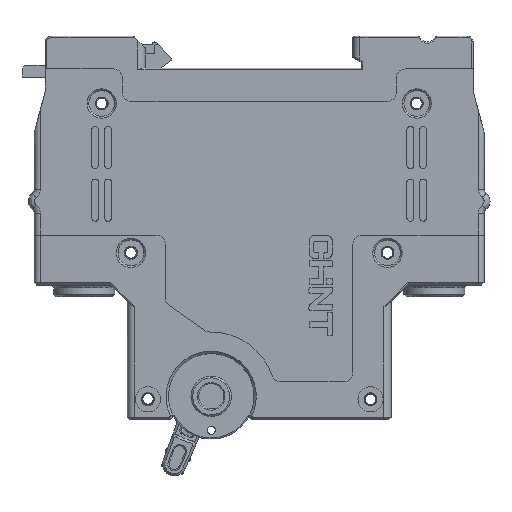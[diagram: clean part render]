
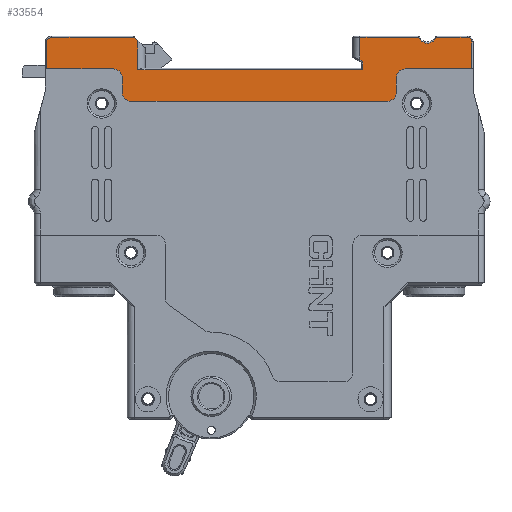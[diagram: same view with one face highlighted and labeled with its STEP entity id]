
A CAD part, front view. The second image highlights one B-rep face of the part: STEP entity #33554.
In plain terms, the highlighted planar face has unit normal (0, 1, 0).
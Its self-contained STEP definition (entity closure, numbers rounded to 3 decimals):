
#10951=DIRECTION('',(-0.866,0.,0.5));
#10952=VECTOR('',#10951,0.577);
#10953=CARTESIAN_POINT('',(17.7,0.,-210.618));
#10954=LINE('',#10953,#10952);
#10955=DIRECTION('',(0.707,0.,-0.707));
#10956=VECTOR('',#10955,0.849);
#10957=CARTESIAN_POINT('',(-21.3,0.,-206.433));
#10958=LINE('',#10957,#10956);
#10959=CARTESIAN_POINT('',(-35.4,0.,-207.333));
#10960=DIRECTION('',(0.,1.,0.));
#10961=DIRECTION('',(-1.,0.,0.));
#10962=AXIS2_PLACEMENT_3D('',#10959,#10960,#10961);
#10964=CARTESIAN_POINT('',(-24.9,0.,-213.333));
#10965=DIRECTION('',(0.,-1.,0.));
#10966=DIRECTION('',(1.,0.,0.));
#10967=AXIS2_PLACEMENT_3D('',#10964,#10965,#10966);
#10969=CARTESIAN_POINT('',(-21.9,0.,-215.833));
#10970=DIRECTION('',(0.,1.,0.));
#10971=DIRECTION('',(0.,0.,-1.));
#10972=AXIS2_PLACEMENT_3D('',#10969,#10970,#10971);
#10974=CARTESIAN_POINT('',(21.9,0.,-215.833));
#10975=DIRECTION('',(0.,1.,0.));
#10976=DIRECTION('',(1.,0.,0.));
#10977=AXIS2_PLACEMENT_3D('',#10974,#10975,#10976);
#10979=CARTESIAN_POINT('',(24.9,0.,-213.333));
#10980=DIRECTION('',(0.,-1.,0.));
#10981=DIRECTION('',(0.,0.,1.));
#10982=AXIS2_PLACEMENT_3D('',#10979,#10980,#10981);
#10984=CARTESIAN_POINT('',(35.5,0.,-207.233));
#10985=DIRECTION('',(0.,1.,0.));
#10986=DIRECTION('',(0.,0.,1.));
#10987=AXIS2_PLACEMENT_3D('',#10984,#10985,#10986);
#10989=CARTESIAN_POINT('',(28.7,0.,-205.733));
#10990=DIRECTION('',(0.,-1.,0.));
#10991=DIRECTION('',(-0.911,0.,-0.412));
#10992=AXIS2_PLACEMENT_3D('',#10989,#10990,#10991);
#11003=DIRECTION('',(0.,0.,-1.));
#11004=VECTOR('',#11003,3.896);
#11005=CARTESIAN_POINT('',(17.2,0.,-206.433));
#11006=LINE('',#11005,#11004);
#11039=DIRECTION('',(-1.,0.,0.));
#11040=VECTOR('',#11039,9.951);
#11041=CARTESIAN_POINT('',(27.151,0.,
-206.433));
#11042=LINE('',#11041,#11040);
#11078=DIRECTION('',(-1.,0.,0.));
#11079=VECTOR('',#11078,5.251);
#11080=CARTESIAN_POINT('',(35.5,0.,
-206.433));
#11081=LINE('',#11080,#11079);
#11105=DIRECTION('',(0.,0.,1.));
#11106=VECTOR('',#11105,4.6);
#11107=CARTESIAN_POINT('',(36.3,0.,-211.833));
#11108=LINE('',#11107,#11106);
#11113=DIRECTION('',(1.,0.,0.));
#11114=VECTOR('',#11113,11.4);
#11115=CARTESIAN_POINT('',(24.9,0.,-211.833));
#11116=LINE('',#11115,#11114);
#11138=DIRECTION('',(0.,0.,1.));
#11139=VECTOR('',#11138,2.5);
#11140=CARTESIAN_POINT('',(23.4,0.,-215.833));
#11141=LINE('',#11140,#11139);
#11154=DIRECTION('',(1.,0.,0.));
#11155=VECTOR('',#11154,43.8);
#11156=CARTESIAN_POINT('',(-21.9,0.,-217.333));
#11157=LINE('',#11156,#11155);
#11170=DIRECTION('',(0.,0.,-1.));
#11171=VECTOR('',#11170,2.5);
#11172=CARTESIAN_POINT('',(-23.4,0.,-213.333));
#11173=LINE('',#11172,#11171);
#11186=DIRECTION('',(1.,0.,0.));
#11187=VECTOR('',#11186,11.4);
#11188=CARTESIAN_POINT('',(-36.3,0.,-211.833));
#11189=LINE('',#11188,#11187);
#11257=DIRECTION('',(0.,0.,1.));
#11258=VECTOR('',#11257,4.9);
#11259=CARTESIAN_POINT('',(-20.7,0.,-211.933));
#11260=LINE('',#11259,#11258);
#28421=DIRECTION('',(0.,0.,-1.));
#28422=VECTOR('',#28421,1.315);
#28423=CARTESIAN_POINT('',(17.7,0.,-210.618));
#28424=LINE('',#28423,#28422);
#28432=DIRECTION('',(-1.,0.,0.));
#28433=VECTOR('',#28432,38.4);
#28434=CARTESIAN_POINT('',(17.7,0.,-211.933));
#28435=LINE('',#28434,#28433);
#28444=DIRECTION('',(-1.,0.,0.));
#28445=VECTOR('',#28444,14.1);
#28446=CARTESIAN_POINT('',(-21.3,0.,-206.433));
#28447=LINE('',#28446,#28445);
#28463=DIRECTION('',(0.,0.,
-1.));
#28464=VECTOR('',#28463,4.5);
#28465=CARTESIAN_POINT('',(-36.3,0.,
-207.333));
#28466=LINE('',#28465,#28464);
#30883=CARTESIAN_POINT('',(17.2,0.,-206.433));
#30884=CARTESIAN_POINT('',(17.2,0.,
-210.329));
#30885=VERTEX_POINT('',#30883);
#30886=VERTEX_POINT('',#30884);
#30887=CARTESIAN_POINT('',(17.7,0.,-210.618));
#30888=VERTEX_POINT('',#30887);
#30889=CARTESIAN_POINT('',(17.7,0.,-211.933));
#30890=VERTEX_POINT('',#30889);
#30891=CARTESIAN_POINT('',(-20.7,0.,-211.933));
#30892=VERTEX_POINT('',#30891);
#30893=CARTESIAN_POINT('',(-20.7,0.,-207.033));
#30894=VERTEX_POINT('',#30893);
#30895=CARTESIAN_POINT('',(-21.3,0.,-206.433));
#30896=VERTEX_POINT('',#30895);
#30897=CARTESIAN_POINT('',(-35.4,0.,
-206.433));
#30898=VERTEX_POINT('',#30897);
#30899=CARTESIAN_POINT('',(-36.3,0.,
-207.333));
#30900=VERTEX_POINT('',#30899);
#30901=CARTESIAN_POINT('',(-36.3,0.,-211.833));
#30902=VERTEX_POINT('',#30901);
#30903=CARTESIAN_POINT('',(-24.9,0.,-211.833));
#30904=VERTEX_POINT('',#30903);
#30905=CARTESIAN_POINT('',(-23.4,0.,-213.333));
#30906=VERTEX_POINT('',#30905);
#30907=CARTESIAN_POINT('',(-23.4,0.,-215.833));
#30908=VERTEX_POINT('',#30907);
#30909=CARTESIAN_POINT('',(-21.9,0.,-217.333));
#30910=VERTEX_POINT('',#30909);
#30911=CARTESIAN_POINT('',(21.9,0.,-217.333));
#30912=VERTEX_POINT('',#30911);
#30913=CARTESIAN_POINT('',(23.4,0.,-215.833));
#30914=VERTEX_POINT('',#30913);
#30915=CARTESIAN_POINT('',(23.4,0.,-213.333));
#30916=VERTEX_POINT('',#30915);
#30917=CARTESIAN_POINT('',(24.9,0.,-211.833));
#30918=VERTEX_POINT('',#30917);
#30919=CARTESIAN_POINT('',(36.3,0.,-211.833));
#30920=VERTEX_POINT('',#30919);
#30921=CARTESIAN_POINT('',(36.3,0.,
-207.233));
#30922=VERTEX_POINT('',#30921);
#30923=CARTESIAN_POINT('',(35.5,0.,
-206.433));
#30924=VERTEX_POINT('',#30923);
#30925=CARTESIAN_POINT('',(30.249,0.,-206.433));
#30926=VERTEX_POINT('',#30925);
#30927=CARTESIAN_POINT('',(27.151,0.,
-206.433));
#30928=VERTEX_POINT('',#30927);
#33501=CARTESIAN_POINT('',(0.,0.,-211.883));
#33502=DIRECTION('',(0.,1.,0.));
#33503=DIRECTION('',(1.,0.,0.));
#33504=AXIS2_PLACEMENT_3D('',#33501,#33502,#33503);
#33505=PLANE('',#33504);
#33507=ORIENTED_EDGE('',*,*,#33506,.T.);
#33509=ORIENTED_EDGE('',*,*,#33508,.F.);
#33511=ORIENTED_EDGE('',*,*,#33510,.T.);
#33513=ORIENTED_EDGE('',*,*,#33512,.T.);
#33515=ORIENTED_EDGE('',*,*,#33514,.T.);
#33517=ORIENTED_EDGE('',*,*,#33516,.F.);
#33519=ORIENTED_EDGE('',*,*,#33518,.T.);
#33521=ORIENTED_EDGE('',*,*,#33520,.F.);
#33523=ORIENTED_EDGE('',*,*,#33522,.T.);
#33525=ORIENTED_EDGE('',*,*,#33524,.T.);
#33527=ORIENTED_EDGE('',*,*,#33526,.F.);
#33529=ORIENTED_EDGE('',*,*,#33528,.T.);
#33531=ORIENTED_EDGE('',*,*,#33530,.F.);
#33533=ORIENTED_EDGE('',*,*,#33532,.T.);
#33535=ORIENTED_EDGE('',*,*,#33534,.F.);
#33537=ORIENTED_EDGE('',*,*,#33536,.T.);
#33539=ORIENTED_EDGE('',*,*,#33538,.F.);
#33541=ORIENTED_EDGE('',*,*,#33540,.T.);
#33543=ORIENTED_EDGE('',*,*,#33542,.T.);
#33545=ORIENTED_EDGE('',*,*,#33544,.F.);
#33547=ORIENTED_EDGE('',*,*,#33546,.T.);
#33549=ORIENTED_EDGE('',*,*,#33548,.F.);
#33551=ORIENTED_EDGE('',*,*,#33550,.T.);
#33552=EDGE_LOOP('',(#33507,#33509,#33511,#33513,#33515,#33517,#33519,#33521,
#33523,#33525,#33527,#33529,#33531,#33533,#33535,#33537,#33539,#33541,#33543,
#33545,#33547,#33549,#33551));
#33553=FACE_OUTER_BOUND('',#33552,.F.);
#33554=ADVANCED_FACE('',(#33553),#33505,.T.);
#10963=CIRCLE('',#10962,0.9);
#10968=CIRCLE('',#10967,1.5);
#10973=CIRCLE('',#10972,1.5);
#10978=CIRCLE('',#10977,1.5);
#10983=CIRCLE('',#10982,1.5);
#10988=CIRCLE('',#10987,0.8);
#10993=CIRCLE('',#10992,1.7);
#33506=EDGE_CURVE('',#30885,#30886,#11006,.T.);
#33508=EDGE_CURVE('',#30888,#30886,#10954,.T.);
#33510=EDGE_CURVE('',#30888,#30890,#28424,.T.);
#33512=EDGE_CURVE('',#30890,#30892,#28435,.T.);
#33514=EDGE_CURVE('',#30892,#30894,#11260,.T.);
#33516=EDGE_CURVE('',#30896,#30894,#10958,.T.);
#33518=EDGE_CURVE('',#30896,#30898,#28447,.T.);
#33520=EDGE_CURVE('',#30900,#30898,#10963,.T.);
#33522=EDGE_CURVE('',#30900,#30902,#28466,.T.);
#33524=EDGE_CURVE('',#30902,#30904,#11189,.T.);
#33526=EDGE_CURVE('',#30906,#30904,#10968,.T.);
#33528=EDGE_CURVE('',#30906,#30908,#11173,.T.);
#33530=EDGE_CURVE('',#30910,#30908,#10973,.T.);
#33532=EDGE_CURVE('',#30910,#30912,#11157,.T.);
#33534=EDGE_CURVE('',#30914,#30912,#10978,.T.);
#33536=EDGE_CURVE('',#30914,#30916,#11141,.T.);
#33538=EDGE_CURVE('',#30918,#30916,#10983,.T.);
#33540=EDGE_CURVE('',#30918,#30920,#11116,.T.);
#33542=EDGE_CURVE('',#30920,#30922,#11108,.T.);
#33544=EDGE_CURVE('',#30924,#30922,#10988,.T.);
#33546=EDGE_CURVE('',#30924,#30926,#11081,.T.);
#33548=EDGE_CURVE('',#30928,#30926,#10993,.T.);
#33550=EDGE_CURVE('',#30928,#30885,#11042,.T.);
